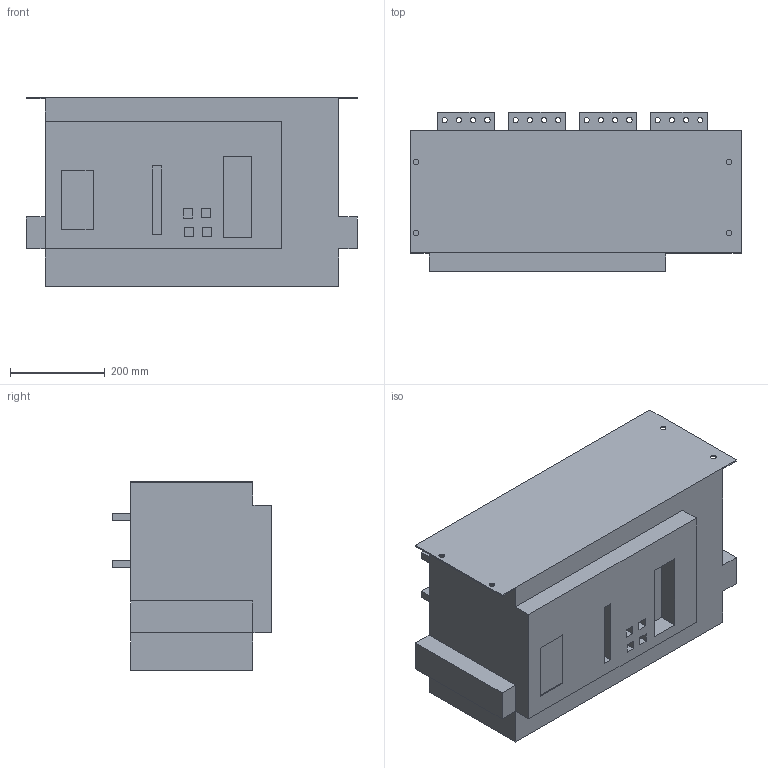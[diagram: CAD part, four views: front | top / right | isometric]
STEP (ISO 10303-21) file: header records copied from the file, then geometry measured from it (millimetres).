
FILE_DESCRIPTION((''),'2;1');
FILE_NAME('NXA40N32-MF4','2019-04-26T',('xuxc'),(''),'CREO PARAMETRIC BY PTC INC, 2015480','CREO PARAMETRIC BY PTC INC, 2015480','');
FILE_SCHEMA(('CONFIG_CONTROL_DESIGN'));
Length unit declared in the file: millimetre
Products named in the file (1): NXA40N32-MF4
Bounding box: 700 x 337.5 x 400 mm (x, y, z)
Volume: 70731798.7 mm3; surface area: 1319209.4 mm2
Topology: 1 solids, 1 shells, 170 faces, 456 edges, 303 vertices
Faces by surface type: plane 98, cylinder 72
Entity records: 5544 total; most frequent: DIRECTION 940, CARTESIAN_POINT 929, ORIENTED_EDGE 912, EDGE_CURVE 456, AXIS2_PLACEMENT_3D 314, VECTOR 312, LINE 312, VERTEX_POINT 303
